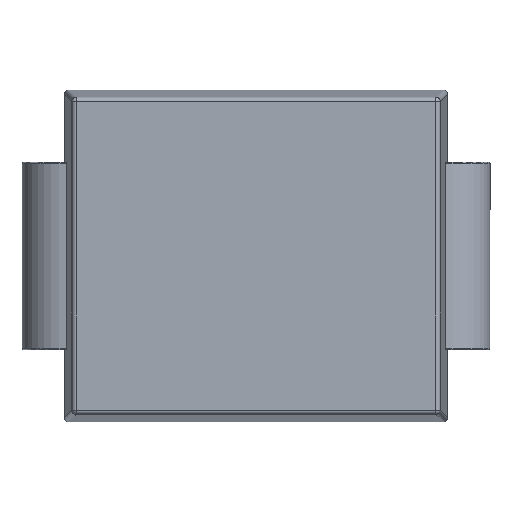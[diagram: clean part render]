
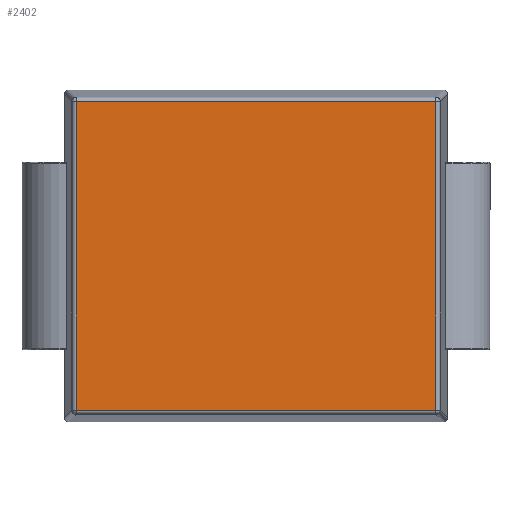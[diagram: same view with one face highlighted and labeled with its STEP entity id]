
A CAD part, top view. The second image highlights one B-rep face of the part: STEP entity #2402.
In plain terms, the highlighted planar face has unit normal (0, 0, 1).
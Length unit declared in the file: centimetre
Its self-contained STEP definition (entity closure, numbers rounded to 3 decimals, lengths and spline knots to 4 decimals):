
#208 = VERTEX_POINT ( 'NONE', #1515 ) ;
#517 = AXIS2_PLACEMENT_3D ( 'NONE', #700, #2157, #5083 ) ;
#594 = LINE ( 'NONE', #2287, #3776 ) ;
#633 = DIRECTION ( 'NONE',  ( 0., -1., 0. ) ) ;
#700 = CARTESIAN_POINT ( 'NONE',  ( 0., 0., 0.246 ) ) ;
#806 = DIRECTION ( 'NONE',  ( -1., 0., 0. ) ) ;
#912 = EDGE_CURVE ( 'NONE', #208, #5992, #1286, .T. ) ;
#1006 = LINE ( 'NONE', #4323, #3033 ) ;
#1073 = VECTOR ( 'NONE', #806, 100. ) ;
#1159 = VERTEX_POINT ( 'NONE', #1332 ) ;
#1241 = CARTESIAN_POINT ( 'NONE',  ( -0.2115, 0.1815, 0.246 ) ) ;
#1286 = LINE ( 'NONE', #3083, #2118 ) ;
#1332 = CARTESIAN_POINT ( 'NONE',  ( 0.2115, 0.1815, 0.246 ) ) ;
#1515 = CARTESIAN_POINT ( 'NONE',  ( -0.2115, 0.1815, 0.246 ) ) ;
#1785 = DIRECTION ( 'NONE',  ( 1., 0., 0. ) ) ;
#1818 = DIRECTION ( 'NONE',  ( 0., 1., 0. ) ) ;
#2118 = VECTOR ( 'NONE', #633, 100. ) ;
#2157 = DIRECTION ( 'NONE',  ( 0., 0., 1. ) ) ;
#2287 = CARTESIAN_POINT ( 'NONE',  ( 0.2115, 0.1815, 0.246 ) ) ;
#2378 = FACE_OUTER_BOUND ( 'NONE', #3282, .T. ) ;
#2402 = ADVANCED_FACE ( 'NONE', ( #2378 ), #5106, .T. ) ;
#2922 = ORIENTED_EDGE ( 'NONE', *, *, #6078, .T. ) ;
#3033 = VECTOR ( 'NONE', #1785, 100. ) ;
#3083 = CARTESIAN_POINT ( 'NONE',  ( -0.2115, 0.1815, 0.246 ) ) ;
#3282 = EDGE_LOOP ( 'NONE', ( #3780, #2922, #5150, #5365 ) ) ;
#3741 = EDGE_CURVE ( 'NONE', #4843, #1159, #594, .T. ) ;
#3776 = VECTOR ( 'NONE', #1818, 100. ) ;
#3780 = ORIENTED_EDGE ( 'NONE', *, *, #912, .T. ) ;
#3809 = CARTESIAN_POINT ( 'NONE',  ( -0.2115, -0.1815, 0.246 ) ) ;
#4323 = CARTESIAN_POINT ( 'NONE',  ( -0.2115, -0.1815, 0.246 ) ) ;
#4634 = EDGE_CURVE ( 'NONE', #1159, #208, #6243, .T. ) ;
#4785 = CARTESIAN_POINT ( 'NONE',  ( 0.2115, -0.1815, 0.246 ) ) ;
#4843 = VERTEX_POINT ( 'NONE', #4785 ) ;
#5083 = DIRECTION ( 'NONE',  ( 1., 0., 0. ) ) ;
#5106 = PLANE ( 'NONE',  #517 ) ;
#5150 = ORIENTED_EDGE ( 'NONE', *, *, #3741, .T. ) ;
#5365 = ORIENTED_EDGE ( 'NONE', *, *, #4634, .T. ) ;
#5992 = VERTEX_POINT ( 'NONE', #3809 ) ;
#6078 = EDGE_CURVE ( 'NONE', #5992, #4843, #1006, .T. ) ;
#6243 = LINE ( 'NONE', #1241, #1073 ) ;
